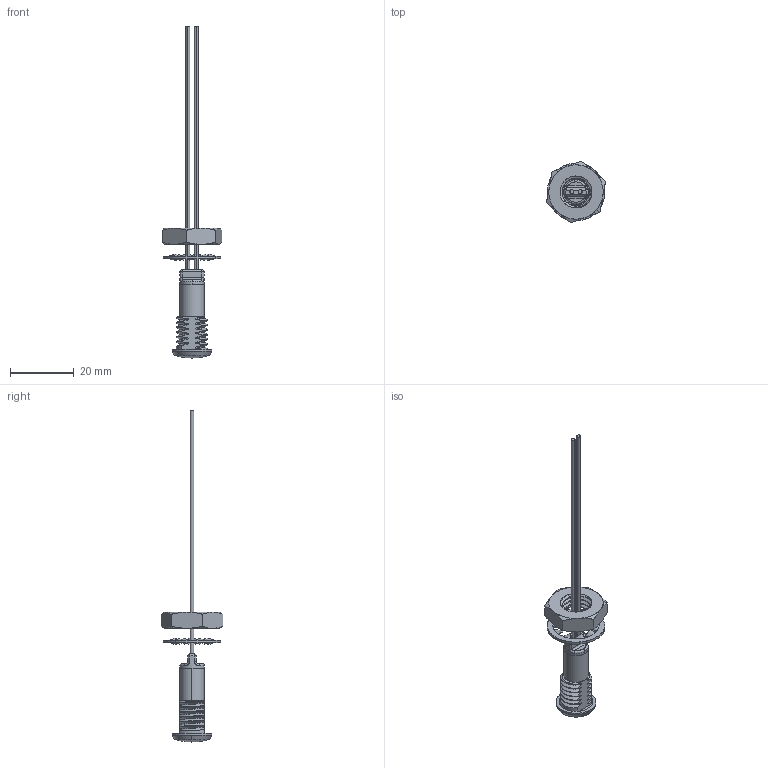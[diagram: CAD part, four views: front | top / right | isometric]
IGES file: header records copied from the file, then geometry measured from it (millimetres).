
Start section: SolidWorks IGES file using analytic representation for surfaces
Global section: file name: PM5-PXXWXX.X.IGS; native system: SolidWorks 2011; preprocessor: SolidWorks 2011; author: boliver; date: 120509.105756; units: millimetre
Bounding box: 18.5 x 19.31 x 103.76 mm (x, y, z)
Surface area: 4544.1 mm2 (no closed solid volume)
Topology: 0 solids, 0 shells, 560 faces, 5418 edges, 5411 vertices
Faces by surface type: bspline 353, revolution 207
